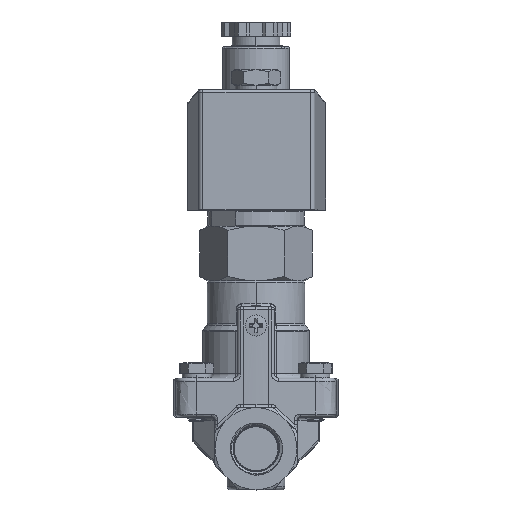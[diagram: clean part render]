
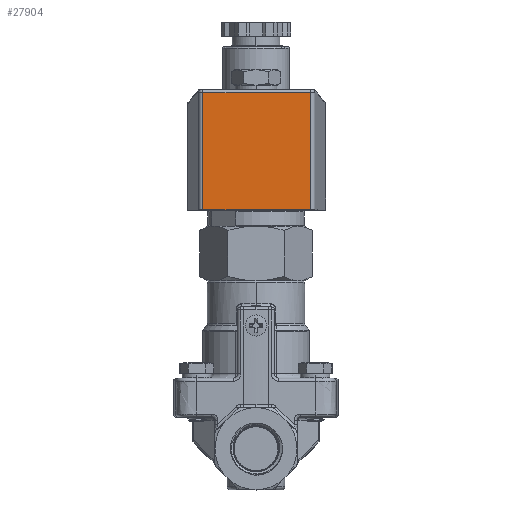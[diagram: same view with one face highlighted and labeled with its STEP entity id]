
A CAD part, top view. The second image highlights one B-rep face of the part: STEP entity #27904.
In plain terms, the highlighted planar face has unit normal (0, 0, 1).
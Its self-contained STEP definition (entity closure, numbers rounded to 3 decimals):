
#3384 = VERTEX_POINT ( 'NONE', #168748 ) ;
#4125 = VECTOR ( 'NONE', #75598, 1000. ) ;
#9823 = VERTEX_POINT ( 'NONE', #103643 ) ;
#15958 = CARTESIAN_POINT ( 'NONE',  ( 17.907, 92.1, 27. ) ) ;
#16423 = CARTESIAN_POINT ( 'NONE',  ( 17.907, 131.756, 27. ) ) ;
#23651 = VERTEX_POINT ( 'NONE', #15958 ) ;
#24643 = VECTOR ( 'NONE', #33048, 1000. ) ;
#25599 = EDGE_CURVE ( 'NONE', #23651, #3384, #126038, .T. ) ;
#26580 = EDGE_CURVE ( 'NONE', #23651, #52786, #73928, .T. ) ;
#27092 = AXIS2_PLACEMENT_3D ( 'NONE', #113673, #34466, #126980 ) ;
#27904 = ADVANCED_FACE ( 'NONE', ( #137595 ), #47189, .T. ) ;
#29656 = DIRECTION ( 'NONE',  ( 0., 1., 0. ) ) ;
#33048 = DIRECTION ( 'NONE',  ( -1., 0., 0. ) ) ;
#34466 = DIRECTION ( 'NONE',  ( 0., 0., 1. ) ) ;
#39831 = CARTESIAN_POINT ( 'NONE',  ( 17.907, 130.756, 27. ) ) ;
#43697 = EDGE_LOOP ( 'NONE', ( #150295, #165353, #91986, #147166 ) ) ;
#47189 = PLANE ( 'NONE',  #27092 ) ;
#52786 = VERTEX_POINT ( 'NONE', #39831 ) ;
#55503 = EDGE_CURVE ( 'NONE', #52786, #9823, #164277, .T. ) ;
#62212 = CARTESIAN_POINT ( 'NONE',  ( -17.484, 131.896, 27. ) ) ;
#73928 = LINE ( 'NONE', #16423, #104972 ) ;
#74368 = LINE ( 'NONE', #62212, #4125 ) ;
#75598 = DIRECTION ( 'NONE',  ( 0., 1., 0. ) ) ;
#91986 = ORIENTED_EDGE ( 'NONE', *, *, #120367, .F. ) ;
#97253 = CARTESIAN_POINT ( 'NONE',  ( -18.788, 92.1, 27. ) ) ;
#98781 = CARTESIAN_POINT ( 'NONE',  ( -18.788, 130.756, 27. ) ) ;
#103643 = CARTESIAN_POINT ( 'NONE',  ( -17.484, 130.756, 27. ) ) ;
#104972 = VECTOR ( 'NONE', #29656, 1000. ) ;
#112069 = DIRECTION ( 'NONE',  ( -1., 0., 0. ) ) ;
#113673 = CARTESIAN_POINT ( 'NONE',  ( -18.788, 131.756, 27. ) ) ;
#120367 = EDGE_CURVE ( 'NONE', #3384, #9823, #74368, .T. ) ;
#126038 = LINE ( 'NONE', #97253, #24643 ) ;
#126980 = DIRECTION ( 'NONE',  ( 0., -1., 0. ) ) ;
#129031 = VECTOR ( 'NONE', #112069, 1000. ) ;
#137595 = FACE_OUTER_BOUND ( 'NONE', #43697, .T. ) ;
#147166 = ORIENTED_EDGE ( 'NONE', *, *, #25599, .F. ) ;
#150295 = ORIENTED_EDGE ( 'NONE', *, *, #26580, .T. ) ;
#164277 = LINE ( 'NONE', #98781, #129031 ) ;
#165353 = ORIENTED_EDGE ( 'NONE', *, *, #55503, .T. ) ;
#168748 = CARTESIAN_POINT ( 'NONE',  ( -17.484, 92.1, 27. ) ) ;
